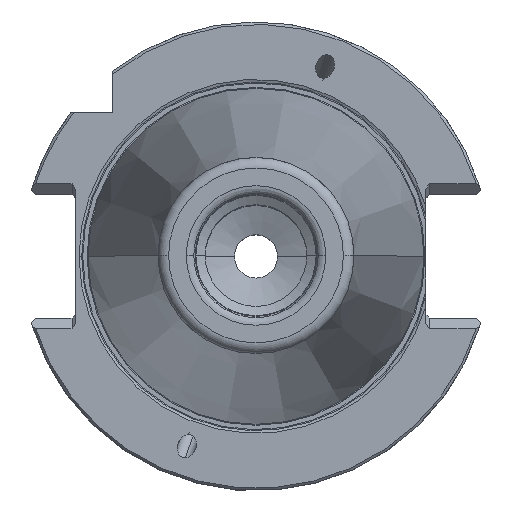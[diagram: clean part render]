
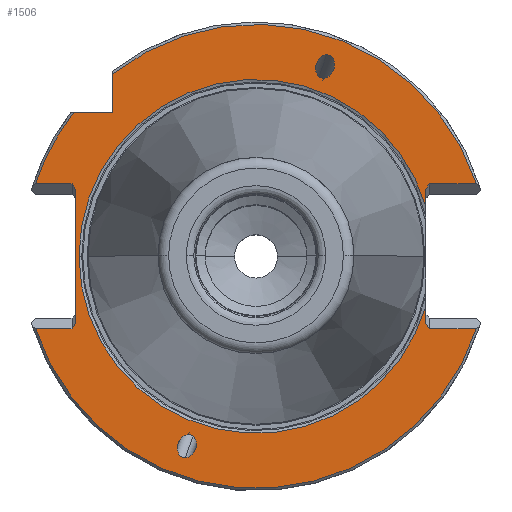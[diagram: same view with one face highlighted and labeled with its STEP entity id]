
A CAD part, top view. The second image highlights one B-rep face of the part: STEP entity #1506.
In plain terms, the highlighted planar face has unit normal (0, 0, 1).
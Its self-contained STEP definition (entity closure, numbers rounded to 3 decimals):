
#902=VERTEX_POINT('NONE',#2664);
#908=EDGE_CURVE('NONE',#1478,#902,#2671,.T.);
#934=VERTEX_POINT('NONE',#2699);
#970=EDGE_CURVE('NONE',#1602,#1680,#2740,.T.);
#1024=VERTEX_POINT('NONE',#2798);
#1026=EDGE_CURVE('NONE',#1124,#1904,#2800,.T.);
#1028=VERTEX_POINT('NONE',#2802);
#1070=EDGE_CURVE('NONE',#2242,#2562,#2850,.T.);
#1082=EDGE_CURVE('NONE',#2638,#2016,#2863,.T.);
#1124=VERTEX_POINT('NONE',#2912);
#1144=VERTEX_POINT('NONE',#2933);
#1192=VERTEX_POINT('NONE',#2987);
#1208=EDGE_CURVE('NONE',#1028,#1316,#3003,.T.);
#1260=EDGE_CURVE('NONE',#2540,#1904,#3063,.T.);
#1262=VERTEX_POINT('NONE',#3065);
#1266=VERTEX_POINT('NONE',#3070);
#1316=VERTEX_POINT('NONE',#3127);
#1374=EDGE_CURVE('NONE',#1680,#1602,#3190,.T.);
#1380=EDGE_CURVE('NONE',#934,#1192,#3196,.T.);
#1408=EDGE_CURVE('NONE',#1144,#2020,#3227,.T.);
#1468=VERTEX_POINT('NONE',#3296);
#1478=VERTEX_POINT('NONE',#3306);
#1506=ADVANCED_FACE('NONE',(#3338,#3339,#3340),#3341,.F.);
#1532=EDGE_CURVE('NONE',#1028,#2020,#3374,.T.);
#1548=EDGE_CURVE('NONE',#2524,#1316,#3392,.T.);
#1602=VERTEX_POINT('NONE',#3449);
#1680=VERTEX_POINT('NONE',#3533);
#1716=EDGE_CURVE('NONE',#1262,#1468,#3574,.T.);
#1726=EDGE_CURVE('NONE',#1478,#2016,#3585,.T.);
#1856=EDGE_CURVE('NONE',#2242,#1124,#3732,.T.);
#1904=VERTEX_POINT('NONE',#3788);
#1912=EDGE_CURVE('NONE',#1266,#2524,#3796,.T.);
#2016=VERTEX_POINT('NONE',#3912);
#2020=VERTEX_POINT('NONE',#3916);
#2022=EDGE_CURVE('NONE',#1266,#2638,#3918,.T.);
#2170=EDGE_CURVE('NONE',#1192,#934,#4082,.T.);
#2216=EDGE_CURVE('NONE',#1144,#1024,#4135,.T.);
#2242=VERTEX_POINT('NONE',#4162);
#2258=EDGE_CURVE('NONE',#1024,#1468,#4180,.T.);
#2354=EDGE_CURVE('NONE',#902,#2540,#4289,.T.);
#2524=VERTEX_POINT('NONE',#4469);
#2540=VERTEX_POINT('NONE',#4487);
#2544=EDGE_CURVE('NONE',#2562,#1262,#4491,.T.);
#2562=VERTEX_POINT('NONE',#4511);
#2638=VERTEX_POINT('NONE',#4597);
#2664=CARTESIAN_POINT('',(36.05,15.05,-1.5));
#2671=LINE('',#4624,#4625);
#2699=CARTESIAN_POINT('',(14.702,41.887,-1.5));
#2740=(B_SPLINE_CURVE(3,(#4744,#4745,#4746,#4747),.UNSPECIFIED.,.F.,.F.)B_SPLINE_CURVE_WITH_KNOTS((4,4),(0.272,3.414),.UNSPECIFIED.)RATIONAL_B_SPLINE_CURVE((1.0,0.333,0.333,1.0))BOUNDED_CURVE()REPRESENTATION_ITEM('')GEOMETRIC_REPRESENTATION_ITEM()CURVE());
#2798=CARTESIAN_POINT('',(-45.816,-15.05,-1.5));
#2800=CIRCLE('',#4846,36.786);
#2802=CARTESIAN_POINT('',(-37.5,13.989,-1.5));
#2850=LINE('',#4917,#4918);
#2863=LINE('',#4939,#4940);
#2912=CARTESIAN_POINT('',(-36.786,0.,-1.5));
#2933=CARTESIAN_POINT('',(-38.25,-15.05,-1.5));
#2987=CARTESIAN_POINT('',(14.027,37.047,-1.5));
#3003=LINE('',#5148,#5149);
#3063=LINE('',#5230,#5231);
#3065=CARTESIAN_POINT('',(36.05,-15.05,-1.5));
#3070=CARTESIAN_POINT('',(-37.876,29.85,-1.5));
#3127=CARTESIAN_POINT('',(-38.25,15.05,-1.5));
#3190=(B_SPLINE_CURVE(3,(#5451,#5452,#5453,#5454),.UNSPECIFIED.,.F.,.F.)B_SPLINE_CURVE_WITH_KNOTS((4,4),(3.414,6.555),.UNSPECIFIED.)RATIONAL_B_SPLINE_CURVE((1.0,0.333,0.333,1.0))BOUNDED_CURVE()REPRESENTATION_ITEM('')GEOMETRIC_REPRESENTATION_ITEM()CURVE());
#3196=(B_SPLINE_CURVE(3,(#5470,#5471,#5472,#5473),.UNSPECIFIED.,.F.,.F.)B_SPLINE_CURVE_WITH_KNOTS((4,4),(0.272,3.414),.UNSPECIFIED.)RATIONAL_B_SPLINE_CURVE((1.0,0.333,0.333,1.0))BOUNDED_CURVE()REPRESENTATION_ITEM('')GEOMETRIC_REPRESENTATION_ITEM()CURVE());
#3227=LINE('',#5556,#5557);
#3296=CARTESIAN_POINT('',(45.816,-15.05,-1.5));
#3306=CARTESIAN_POINT('',(45.816,15.05,-1.5));
#3338=FACE_OUTER_BOUND('',#5706,.T.);
#3339=FACE_BOUND('',#5707,.T.);
#3340=FACE_BOUND('',#5708,.T.);
#3341=PLANE('',#5709);
#3374=LINE('',#5745,#5746);
#3392=LINE('',#5774,#5775);
#3449=CARTESIAN_POINT('',(-14.702,-41.887,-1.5));
#3533=CARTESIAN_POINT('',(-14.027,-37.047,-1.5));
#3574=LINE('',#6056,#6057);
#3585=CIRCLE('',#6076,48.225);
#3732=CIRCLE('',#6297,36.786);
#3788=CARTESIAN_POINT('',(35.3,10.348,-1.5));
#3796=CIRCLE('',#6395,48.225);
#3912=CARTESIAN_POINT('',(-29.85,37.876,-1.5));
#3916=CARTESIAN_POINT('',(-37.5,-13.989,-1.5));
#3918=LINE('',#6583,#6584);
#4082=(B_SPLINE_CURVE(3,(#6817,#6818,#6819,#6820),.UNSPECIFIED.,.F.,.F.)B_SPLINE_CURVE_WITH_KNOTS((4,4),(3.414,6.555),.UNSPECIFIED.)RATIONAL_B_SPLINE_CURVE((1.0,0.333,0.333,1.0))BOUNDED_CURVE()REPRESENTATION_ITEM('')GEOMETRIC_REPRESENTATION_ITEM()CURVE());
#4135=LINE('',#6923,#6924);
#4162=CARTESIAN_POINT('',(35.3,-10.348,-1.5));
#4180=CIRCLE('',#6990,48.225);
#4289=LINE('',#7150,#7151);
#4469=CARTESIAN_POINT('',(-45.816,15.05,-1.5));
#4487=CARTESIAN_POINT('',(35.3,13.989,-1.5));
#4491=LINE('',#7525,#7526);
#4511=CARTESIAN_POINT('',(35.3,-13.989,-1.5));
#4597=CARTESIAN_POINT('',(-29.85,29.85,-1.5));
#4624=CARTESIAN_POINT('',(62.5,15.05,-1.5));
#4625=VECTOR('',#7737,1000.0);
#4744=CARTESIAN_POINT('',(-14.702,-41.887,-1.5));
#4745=CARTESIAN_POINT('',(-10.807,-41.887,-1.5));
#4746=CARTESIAN_POINT('',(-10.132,-37.047,-1.5));
#4747=CARTESIAN_POINT('',(-14.027,-37.047,-1.5));
#4846=AXIS2_PLACEMENT_3D('',#7875,#7876,#7877);
#4917=CARTESIAN_POINT('',(35.3,0.,-1.5));
#4918=VECTOR('',#7948,1000.0);
#4939=CARTESIAN_POINT('',(-29.85,29.85,-1.5));
#4940=VECTOR('',#7961,1000.0);
#5148=CARTESIAN_POINT('',(-29.995,3.376,-1.5));
#5149=VECTOR('',#8122,1000.0);
#5230=CARTESIAN_POINT('',(35.3,0.,-1.5));
#5231=VECTOR('',#8211,1000.0);
#5451=CARTESIAN_POINT('',(-14.027,-37.047,-1.5));
#5452=CARTESIAN_POINT('',(-17.923,-37.047,-1.5));
#5453=CARTESIAN_POINT('',(-18.598,-41.887,-1.5));
#5454=CARTESIAN_POINT('',(-14.702,-41.887,-1.5));
#5470=CARTESIAN_POINT('',(14.702,41.887,-1.5));
#5471=CARTESIAN_POINT('',(10.807,41.887,-1.5));
#5472=CARTESIAN_POINT('',(10.132,37.047,-1.5));
#5473=CARTESIAN_POINT('',(14.027,37.047,-1.5));
#5556=CARTESIAN_POINT('',(-29.995,-3.376,-1.5));
#5557=VECTOR('',#8390,1000.0);
#5706=EDGE_LOOP('',(#8530,#8531,#8532,#8533,#8534,#8535,#8536,#8537,#8538,#8539,#8540,#8541,#8542,#8543,#8544,#8545,#8546,#8547));
#5707=EDGE_LOOP('',(#8548,#8549));
#5708=EDGE_LOOP('',(#8550,#8551));
#5709=AXIS2_PLACEMENT_3D('',#8552,#8553,#8554);
#5745=CARTESIAN_POINT('',(-37.5,0.,-1.5));
#5746=VECTOR('',#8609,1000.0);
#5774=CARTESIAN_POINT('',(-63.9,15.05,-1.5));
#5775=VECTOR('',#8624,1000.0);
#6056=CARTESIAN_POINT('',(62.5,-15.05,-1.5));
#6057=VECTOR('',#8815,1000.0);
#6076=AXIS2_PLACEMENT_3D('',#8827,#8828,#8829);
#6297=AXIS2_PLACEMENT_3D('',#9043,#9044,#9045);
#6395=AXIS2_PLACEMENT_3D('',#9130,#9131,#9132);
#6583=CARTESIAN_POINT('',(-52.85,29.85,-1.5));
#6584=VECTOR('',#9266,1000.0);
#6817=CARTESIAN_POINT('',(14.027,37.047,-1.5));
#6818=CARTESIAN_POINT('',(17.923,37.047,-1.5));
#6819=CARTESIAN_POINT('',(18.598,41.887,-1.5));
#6820=CARTESIAN_POINT('',(14.702,41.887,-1.5));
#6923=CARTESIAN_POINT('',(-63.9,-15.05,-1.5));
#6924=VECTOR('',#9546,1000.0);
#6990=AXIS2_PLACEMENT_3D('',#9594,#9595,#9596);
#7150=CARTESIAN_POINT('',(35.013,13.583,-1.5));
#7151=VECTOR('',#9712,1000.0);
#7525=CARTESIAN_POINT('',(35.013,-13.583,-1.5));
#7526=VECTOR('',#9871,1000.0);
#7737=DIRECTION('',(-1.0,0.,0.0));
#7875=CARTESIAN_POINT('',(0.0,0.0,-1.5));
#7876=DIRECTION('',(0.0,0.0,-1.0));
#7877=DIRECTION('',(1.0,0.,0.0));
#7948=DIRECTION('',(0.,-1.0,-0.0));
#7961=DIRECTION('',(0.,1.0,0.0));
#8122=DIRECTION('',(-0.577,0.816,0.0));
#8211=DIRECTION('',(0.,-1.0,-0.0));
#8390=DIRECTION('',(0.577,0.816,0.0));
#8530=ORIENTED_EDGE('',*,*,#908,.F.);
#8531=ORIENTED_EDGE('',*,*,#1726,.T.);
#8532=ORIENTED_EDGE('',*,*,#1082,.F.);
#8533=ORIENTED_EDGE('',*,*,#2022,.F.);
#8534=ORIENTED_EDGE('',*,*,#1912,.T.);
#8535=ORIENTED_EDGE('',*,*,#1548,.T.);
#8536=ORIENTED_EDGE('',*,*,#1208,.F.);
#8537=ORIENTED_EDGE('',*,*,#1532,.T.);
#8538=ORIENTED_EDGE('',*,*,#1408,.F.);
#8539=ORIENTED_EDGE('',*,*,#2216,.T.);
#8540=ORIENTED_EDGE('',*,*,#2258,.T.);
#8541=ORIENTED_EDGE('',*,*,#1716,.F.);
#8542=ORIENTED_EDGE('',*,*,#2544,.F.);
#8543=ORIENTED_EDGE('',*,*,#1070,.F.);
#8544=ORIENTED_EDGE('',*,*,#1856,.T.);
#8545=ORIENTED_EDGE('',*,*,#1026,.T.);
#8546=ORIENTED_EDGE('',*,*,#1260,.F.);
#8547=ORIENTED_EDGE('',*,*,#2354,.F.);
#8548=ORIENTED_EDGE('',*,*,#970,.F.);
#8549=ORIENTED_EDGE('',*,*,#1374,.F.);
#8550=ORIENTED_EDGE('',*,*,#1380,.F.);
#8551=ORIENTED_EDGE('',*,*,#2170,.F.);
#8552=CARTESIAN_POINT('',(0.,-50.0,-1.5));
#8553=DIRECTION('',(0.0,0.0,-1.0));
#8554=DIRECTION('',(-1.0,0.0,0.0));
#8609=DIRECTION('',(0.,-1.0,-0.0));
#8624=DIRECTION('',(1.0,0.,0.0));
#8815=DIRECTION('',(1.0,0.,0.0));
#8827=CARTESIAN_POINT('',(0.0,0.0,-1.5));
#8828=DIRECTION('',(0.0,-0.0,1.0));
#8829=DIRECTION('',(1.0,0.,0.0));
#9043=CARTESIAN_POINT('',(0.0,0.0,-1.5));
#9044=DIRECTION('',(0.0,0.0,-1.0));
#9045=DIRECTION('',(1.0,0.,0.0));
#9130=CARTESIAN_POINT('',(0.0,0.0,-1.5));
#9131=DIRECTION('',(0.0,0.0,1.0));
#9132=DIRECTION('',(1.0,0.,-0.0));
#9266=DIRECTION('',(1.0,0.,0.0));
#9546=DIRECTION('',(-1.0,0.,0.0));
#9594=CARTESIAN_POINT('',(0.0,0.0,-1.5));
#9595=DIRECTION('',(0.0,-0.0,1.0));
#9596=DIRECTION('',(1.0,0.,0.0));
#9712=DIRECTION('',(-0.577,-0.816,0.0));
#9871=DIRECTION('',(0.577,-0.816,0.0));
